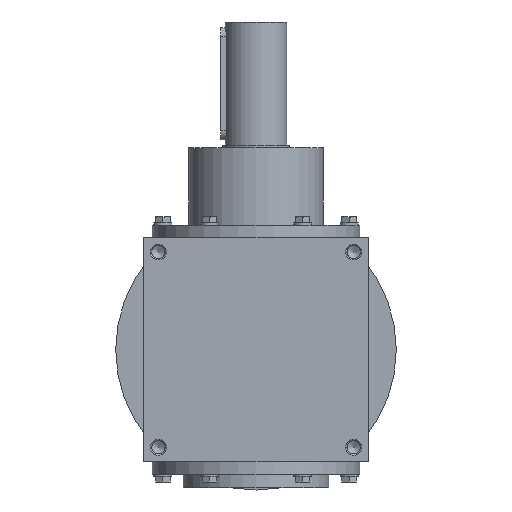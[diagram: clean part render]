
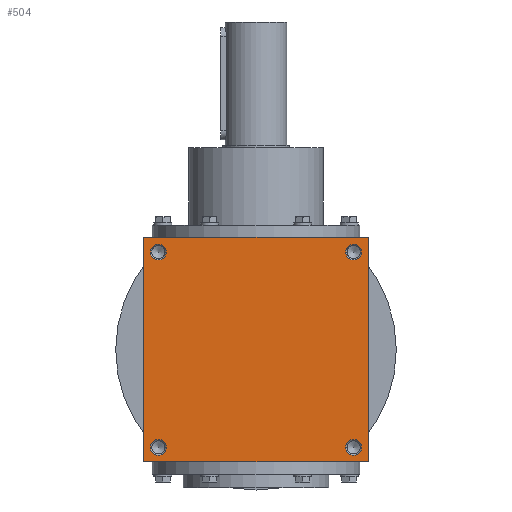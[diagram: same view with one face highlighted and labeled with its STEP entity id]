
A CAD part, left-side view. The second image highlights one B-rep face of the part: STEP entity #504.
In plain terms, the highlighted face is planar.
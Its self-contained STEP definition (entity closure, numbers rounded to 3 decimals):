
#504 = ADVANCED_FACE( '', ( #1018, #1019, #1020, #1021, #1022 ), #1023, .F. );
#1018 = FACE_BOUND( '', #1751, .T. );
#1019 = FACE_BOUND( '', #1752, .T. );
#1020 = FACE_BOUND( '', #1753, .T. );
#1021 = FACE_BOUND( '', #1754, .T. );
#1022 = FACE_OUTER_BOUND( '', #1755, .T. );
#1023 = PLANE( '', #1756 );
#1751 = EDGE_LOOP( '', ( #2561 ) );
#1752 = EDGE_LOOP( '', ( #2562 ) );
#1753 = EDGE_LOOP( '', ( #2563 ) );
#1754 = EDGE_LOOP( '', ( #2564 ) );
#1755 = EDGE_LOOP( '', ( #2565, #2566, #2567, #2568 ) );
#1756 = AXIS2_PLACEMENT_3D( '', #2569, #2570, #2571 );
#2561 = ORIENTED_EDGE( '', *, *, #3851, .F. );
#2562 = ORIENTED_EDGE( '', *, *, #3852, .T. );
#2563 = ORIENTED_EDGE( '', *, *, #3853, .F. );
#2564 = ORIENTED_EDGE( '', *, *, #3854, .T. );
#2565 = ORIENTED_EDGE( '', *, *, #3855, .F. );
#2566 = ORIENTED_EDGE( '', *, *, #3856, .F. );
#2567 = ORIENTED_EDGE( '', *, *, #3857, .F. );
#2568 = ORIENTED_EDGE( '', *, *, #3858, .F. );
#2569 = CARTESIAN_POINT( '', ( 0., 0., -100. ) );
#2570 = DIRECTION( '', ( 0., 0., 1. ) );
#2571 = DIRECTION( '', ( 1., 0., 0. ) );
#3851 = EDGE_CURVE( '', #4434, #4434, #4435, .T. );
#3852 = EDGE_CURVE( '', #4436, #4436, #4437, .T. );
#3853 = EDGE_CURVE( '', #4438, #4438, #4439, .T. );
#3854 = EDGE_CURVE( '', #4440, #4440, #4441, .T. );
#3855 = EDGE_CURVE( '', #4442, #4443, #4444, .T. );
#3856 = EDGE_CURVE( '', #4445, #4442, #4446, .T. );
#3857 = EDGE_CURVE( '', #4447, #4445, #4448, .T. );
#3858 = EDGE_CURVE( '', #4443, #4447, #4449, .T. );
#4434 = VERTEX_POINT( '', #5254 );
#4435 = CIRCLE( '', #5255, 7. );
#4436 = VERTEX_POINT( '', #5256 );
#4437 = CIRCLE( '', #5257, 7. );
#4438 = VERTEX_POINT( '', #5258 );
#4439 = CIRCLE( '', #5259, 7. );
#4440 = VERTEX_POINT( '', #5260 );
#4441 = CIRCLE( '', #5261, 7. );
#4442 = VERTEX_POINT( '', #5262 );
#4443 = VERTEX_POINT( '', #5263 );
#4444 = LINE( '', #5264, #5265 );
#4445 = VERTEX_POINT( '', #5266 );
#4446 = LINE( '', #5267, #5268 );
#4447 = VERTEX_POINT( '', #5269 );
#4448 = LINE( '', #5270, #5271 );
#4449 = LINE( '', #5272, #5273 );
#5254 = CARTESIAN_POINT( '', ( -94., 87., -100. ) );
#5255 = AXIS2_PLACEMENT_3D( '', #6192, #6193, #6194 );
#5256 = CARTESIAN_POINT( '', ( 94., 87., -100. ) );
#5257 = AXIS2_PLACEMENT_3D( '', #6195, #6196, #6197 );
#5258 = CARTESIAN_POINT( '', ( -94., -87., -100. ) );
#5259 = AXIS2_PLACEMENT_3D( '', #6198, #6199, #6200 );
#5260 = CARTESIAN_POINT( '', ( 94., -87., -100. ) );
#5261 = AXIS2_PLACEMENT_3D( '', #6201, #6202, #6203 );
#5262 = CARTESIAN_POINT( '', ( -100., 100., -100. ) );
#5263 = CARTESIAN_POINT( '', ( -100., -100., -100. ) );
#5264 = CARTESIAN_POINT( '', ( -100., 100., -100. ) );
#5265 = VECTOR( '', #6204, 1000. );
#5266 = CARTESIAN_POINT( '', ( 100., 100., -100. ) );
#5267 = CARTESIAN_POINT( '', ( 100., 100., -100. ) );
#5268 = VECTOR( '', #6205, 1000. );
#5269 = CARTESIAN_POINT( '', ( 100., -100., -100. ) );
#5270 = CARTESIAN_POINT( '', ( 100., -100., -100. ) );
#5271 = VECTOR( '', #6206, 1000. );
#5272 = CARTESIAN_POINT( '', ( -100., -100., -100. ) );
#5273 = VECTOR( '', #6207, 1000. );
#6192 = CARTESIAN_POINT( '', ( -87., 87., -100. ) );
#6193 = DIRECTION( '', ( 0., 0., -1. ) );
#6194 = DIRECTION( '', ( -1., 0., 0. ) );
#6195 = CARTESIAN_POINT( '', ( 87., 87., -100. ) );
#6196 = DIRECTION( '', ( 0., 0., 1. ) );
#6197 = DIRECTION( '', ( 1., 0., 0. ) );
#6198 = CARTESIAN_POINT( '', ( -87., -87., -100. ) );
#6199 = DIRECTION( '', ( 0., 0., -1. ) );
#6200 = DIRECTION( '', ( -1., 0., 0. ) );
#6201 = CARTESIAN_POINT( '', ( 87., -87., -100. ) );
#6202 = DIRECTION( '', ( 0., 0., 1. ) );
#6203 = DIRECTION( '', ( 1., 0., 0. ) );
#6204 = DIRECTION( '', ( 0., -1., 0. ) );
#6205 = DIRECTION( '', ( -1., 0., 0. ) );
#6206 = DIRECTION( '', ( 0., 1., 0. ) );
#6207 = DIRECTION( '', ( 1., 0., 0. ) );
